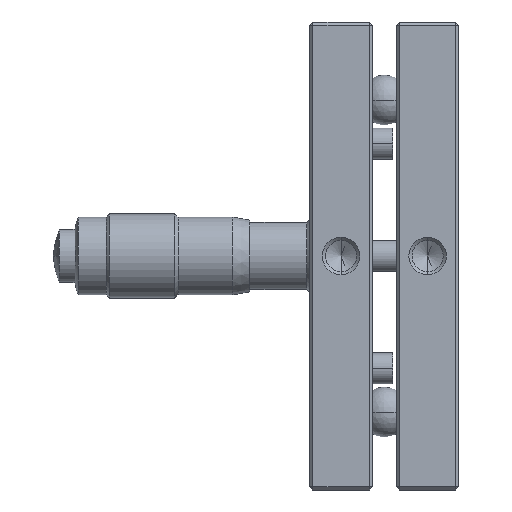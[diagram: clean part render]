
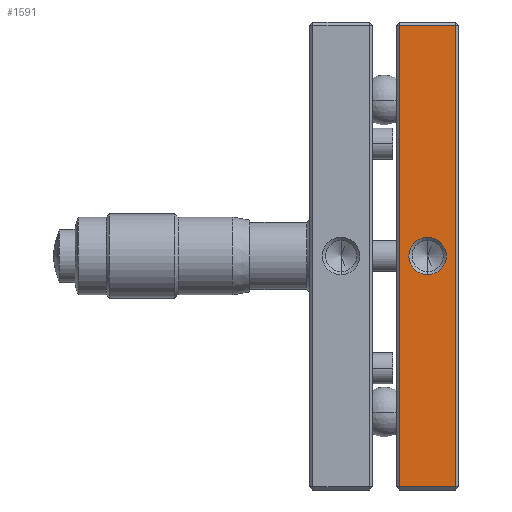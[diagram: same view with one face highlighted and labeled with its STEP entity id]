
A CAD part, left-side view. The second image highlights one B-rep face of the part: STEP entity #1591.
In plain terms, the highlighted planar face has unit normal (-1, 0, 0).
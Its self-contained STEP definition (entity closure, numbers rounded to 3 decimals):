
#381 = ORIENTED_EDGE ( 'NONE', *, *, #12410, .T. ) ;
#733 = LINE ( 'NONE', #12988, #12326 ) ;
#1090 = EDGE_CURVE ( 'NONE', #3285, #13830, #9210, .T. ) ;
#1492 = AXIS2_PLACEMENT_3D ( 'NONE', #3844, #11736, #4971 ) ;
#1591 = ADVANCED_FACE ( 'NONE', ( #5490, #2529 ), #2124, .T. ) ;
#1634 = VECTOR ( 'NONE', #5850, 1000. ) ;
#2124 = PLANE ( 'NONE',  #6898 ) ;
#2529 = FACE_OUTER_BOUND ( 'NONE', #13011, .T. ) ;
#2542 = CARTESIAN_POINT ( 'NONE',  ( 0., 9.5, 37. ) ) ;
#2975 = AXIS2_PLACEMENT_3D ( 'NONE', #11326, #11352, #11368 ) ;
#3031 = EDGE_CURVE ( 'NONE', #13830, #3285, #12279, .T. ) ;
#3137 = VECTOR ( 'NONE', #12421, 1000. ) ;
#3246 = DIRECTION ( 'NONE',  ( 0., -1., 0. ) ) ;
#3285 = VERTEX_POINT ( 'NONE', #5409 ) ;
#3838 = EDGE_LOOP ( 'NONE', ( #12857, #13542 ) ) ;
#3844 = CARTESIAN_POINT ( 'NONE',  ( 0., 5., 0. ) ) ;
#4116 = VERTEX_POINT ( 'NONE', #13527 ) ;
#4303 = CARTESIAN_POINT ( 'NONE',  ( 0., 10., -37.5 ) ) ;
#4770 = VERTEX_POINT ( 'NONE', #9756 ) ;
#4971 = DIRECTION ( 'NONE',  ( 0., -1., 0. ) ) ;
#5409 = CARTESIAN_POINT ( 'NONE',  ( 0., 5., -3. ) ) ;
#5490 = FACE_BOUND ( 'NONE', #3838, .T. ) ;
#5850 = DIRECTION ( 'NONE',  ( 0., 1., 0. ) ) ;
#6670 = VECTOR ( 'NONE', #7192, 1000. ) ;
#6898 = AXIS2_PLACEMENT_3D ( 'NONE', #4303, #9981, #3246 ) ;
#7192 = DIRECTION ( 'NONE',  ( 0., -1., 0. ) ) ;
#7364 = DIRECTION ( 'NONE',  ( 0., 0., 1. ) ) ;
#8544 = EDGE_CURVE ( 'NONE', #4770, #4116, #9683, .T. ) ;
#9061 = CARTESIAN_POINT ( 'NONE',  ( 0., 9.5, -37.5 ) ) ;
#9210 = CIRCLE ( 'NONE', #2975, 3. ) ;
#9683 = LINE ( 'NONE', #13884, #6670 ) ;
#9756 = CARTESIAN_POINT ( 'NONE',  ( 0., 9.5, -37. ) ) ;
#9874 = VERTEX_POINT ( 'NONE', #11221 ) ;
#9981 = DIRECTION ( 'NONE',  ( -1., 0., 0. ) ) ;
#10036 = ORIENTED_EDGE ( 'NONE', *, *, #13237, .T. ) ;
#10931 = ORIENTED_EDGE ( 'NONE', *, *, #14063, .T. ) ;
#11221 = CARTESIAN_POINT ( 'NONE',  ( 0., 0.5, 37. ) ) ;
#11326 = CARTESIAN_POINT ( 'NONE',  ( 0., 5., 0. ) ) ;
#11352 = DIRECTION ( 'NONE',  ( 1., 0., 0. ) ) ;
#11368 = DIRECTION ( 'NONE',  ( 0., -1., 0. ) ) ;
#11430 = CARTESIAN_POINT ( 'NONE',  ( 0., 5., 3. ) ) ;
#11736 = DIRECTION ( 'NONE',  ( 1., 0., 0. ) ) ;
#11799 = ORIENTED_EDGE ( 'NONE', *, *, #8544, .T. ) ;
#12279 = CIRCLE ( 'NONE', #1492, 3. ) ;
#12326 = VECTOR ( 'NONE', #7364, 1000. ) ;
#12410 = EDGE_CURVE ( 'NONE', #12529, #4770, #12456, .T. ) ;
#12421 = DIRECTION ( 'NONE',  ( 0., 0., -1. ) ) ;
#12456 = LINE ( 'NONE', #9061, #3137 ) ;
#12529 = VERTEX_POINT ( 'NONE', #2542 ) ;
#12597 = CARTESIAN_POINT ( 'NONE',  ( 0., 10., 37. ) ) ;
#12857 = ORIENTED_EDGE ( 'NONE', *, *, #3031, .T. ) ;
#12869 = LINE ( 'NONE', #12597, #1634 ) ;
#12988 = CARTESIAN_POINT ( 'NONE',  ( 0., 0.5, -37.5 ) ) ;
#13011 = EDGE_LOOP ( 'NONE', ( #10931, #10036, #381, #11799 ) ) ;
#13237 = EDGE_CURVE ( 'NONE', #9874, #12529, #12869, .T. ) ;
#13527 = CARTESIAN_POINT ( 'NONE',  ( 0., 0.5, -37. ) ) ;
#13542 = ORIENTED_EDGE ( 'NONE', *, *, #1090, .T. ) ;
#13830 = VERTEX_POINT ( 'NONE', #11430 ) ;
#13884 = CARTESIAN_POINT ( 'NONE',  ( 0., 0., -37. ) ) ;
#14063 = EDGE_CURVE ( 'NONE', #4116, #9874, #733, .T. ) ;
